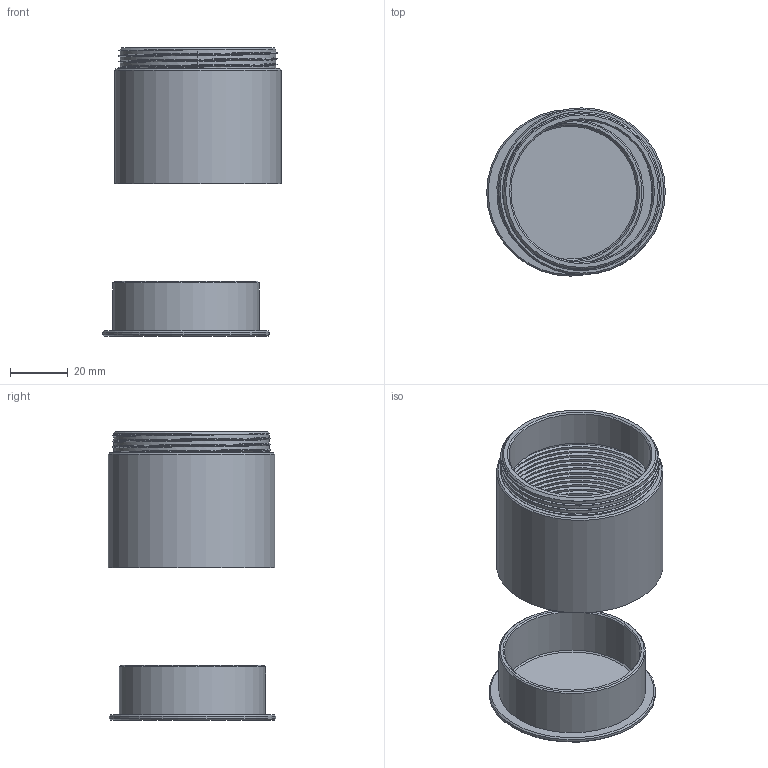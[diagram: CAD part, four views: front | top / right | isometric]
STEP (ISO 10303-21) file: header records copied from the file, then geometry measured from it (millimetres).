
FILE_DESCRIPTION(/* description */ ('STEP AP214'),/* implementation_level */ '2;1');
FILE_NAME(/* name */ 'OpenAstroGuider_v3.1 v2.step',/* time_stamp */ '2024-08-25T09:13:24+02:00',/* author */ (''),/* organization */ (''),/* preprocessor_version */ 'ST-DEVELOPER v20',/* originating_system */ 'Autodesk Translation Framework v13.14.0.145',/* authorisation */ '');
FILE_SCHEMA (('AUTOMOTIVE_DESIGN { 1 0 10303 214 3 1 1 }'));
Length unit declared in the file: millimetre
Products named in the file (3): OpenAstroGuider_v3.1; Dew_Shield; lens_cap_v3
Assembly tree (2 placements, depth 2):
  OpenAstroGuider_v3.1
    Dew_Shield
    lens_cap_v3
Bounding box: 62.13 x 58.37 x 100.4 mm (x, y, z)
Volume: 32698.4 mm3; surface area: 31469.9 mm2
Topology: 2 solids, 2 shells, 68 faces, 143 edges, 82 vertices
Faces by surface type: cone 45, cylinder 14, plane 7, bspline 2
Full cylindrical faces by diameter (mm): 47.201 x1, 49.4 x1, 51.015 x1, 54.1 x3, 55.183 x2, 58 x2
Entity records: 2631 total; most frequent: CARTESIAN_POINT 1099, DIRECTION 329, ORIENTED_EDGE 286, EDGE_CURVE 143, AXIS2_PLACEMENT_3D 136, VERTEX_POINT 82, EDGE_LOOP 73, FACE_OUTER_BOUND 68
